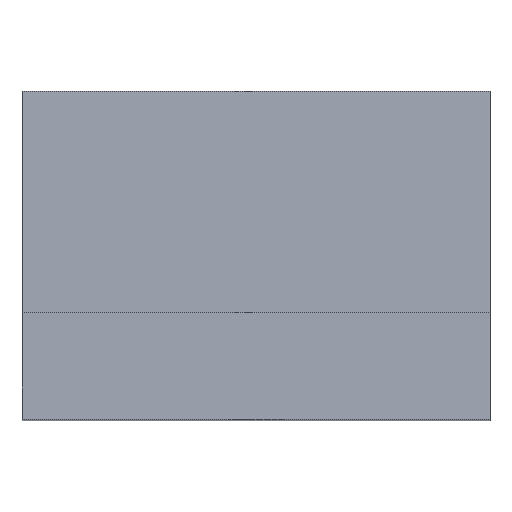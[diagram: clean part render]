
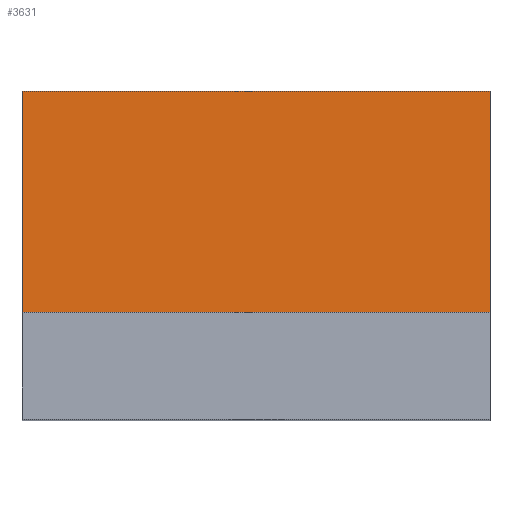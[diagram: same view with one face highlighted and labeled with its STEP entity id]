
A CAD part, top view. The second image highlights one B-rep face of the part: STEP entity #3631.
In plain terms, the highlighted planar face has unit normal (0, 0.035, 0.999).
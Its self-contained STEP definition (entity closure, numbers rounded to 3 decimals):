
#352=ORIENTED_EDGE('',*,*,#1307,.T.);
#353=ORIENTED_EDGE('',*,*,#1383,.F.);
#354=ORIENTED_EDGE('',*,*,#1384,.F.);
#355=ORIENTED_EDGE('',*,*,#1381,.T.);
#1307=EDGE_CURVE('',#1829,#1828,#2172,.T.);
#1381=EDGE_CURVE('',#1897,#1829,#2225,.T.);
#1383=EDGE_CURVE('',#1898,#1828,#2227,.T.);
#1384=EDGE_CURVE('',#1897,#1898,#2228,.T.);
#1828=VERTEX_POINT('',#5374);
#1829=VERTEX_POINT('',#5376);
#1897=VERTEX_POINT('',#5524);
#1898=VERTEX_POINT('',#5528);
#2172=LINE('',#5375,#2570);
#2225=LINE('',#5523,#2623);
#2227=LINE('',#5527,#2625);
#2228=LINE('',#5529,#2626);
#2570=VECTOR('',#4263,1000.);
#2623=VECTOR('',#4370,1000.);
#2625=VECTOR('',#4374,1000.);
#2626=VECTOR('',#4375,1000.);
#2959=EDGE_LOOP('',(#352,#353,#354,#355));
#3233=FACE_BOUND('',#2959,.T.);
#3482=PLANE('',#3895);
#3631=ADVANCED_FACE('',(#3233),#3482,.F.);
#3895=AXIS2_PLACEMENT_3D('',#5526,#4372,#4373);
#4263=DIRECTION('',(0.,-0.999,0.035));
#4370=DIRECTION('',(-1.,0.,0.));
#4372=DIRECTION('',(0.,-0.035,-0.999));
#4373=DIRECTION('',(0.,0.999,-0.035));
#4374=DIRECTION('',(-1.,0.,0.));
#4375=DIRECTION('',(0.,-0.999,0.035));
#5374=CARTESIAN_POINT('',(-28.5,13.,48.443));
#5375=CARTESIAN_POINT('',(-28.5,40.,47.5));
#5376=CARTESIAN_POINT('',(-28.5,40.,47.5));
#5523=CARTESIAN_POINT('',(28.5,40.,47.5));
#5524=CARTESIAN_POINT('',(28.5,40.,47.5));
#5526=CARTESIAN_POINT('',(28.5,40.,47.5));
#5527=CARTESIAN_POINT('',(28.5,13.,48.443));
#5528=CARTESIAN_POINT('',(28.5,13.,48.443));
#5529=CARTESIAN_POINT('',(28.5,40.,47.5));
